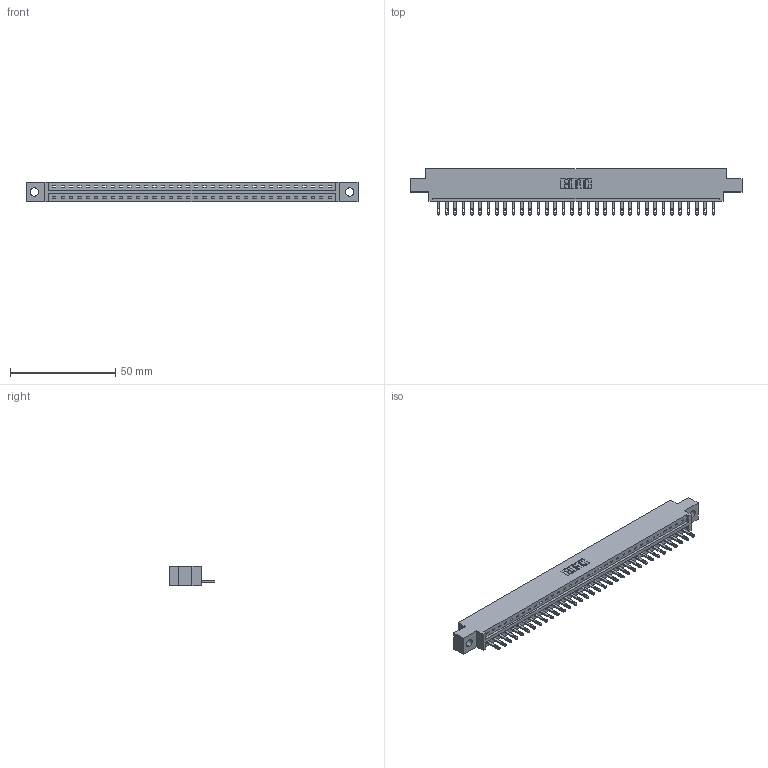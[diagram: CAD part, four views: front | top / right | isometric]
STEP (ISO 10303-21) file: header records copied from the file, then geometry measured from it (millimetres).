
FILE_DESCRIPTION (( 'STEP AP203' ), '1' );
FILE_NAME ('337-034-500-604.STEP', '2018-08-07T09:54:05', ( '' ), ( '' ), 'SwSTEP 2.0', 'SolidWorks 2016', '' );
FILE_SCHEMA (( 'CONFIG_CONTROL_DESIGN' ));
Length unit declared in the file: inch
Products named in the file (3): 337 Part_0.170 Offset - 0.156 Dia-TH; 345-292-001_345-293-100; 337-034-500-604
Assembly tree (35 placements, depth 2):
  337-034-500-604
    337 Part_0.170 Offset - 0.156 Dia-TH
    345-292-001_345-293-100  x34
Bounding box: 157.73 x 21.85 x 9.4 mm (x, y, z)
Volume: 16109.4 mm3; surface area: 16573.3 mm2
Topology: 35 solids, 35 shells, 2090 faces, 6443 edges, 4294 vertices
Faces by surface type: plane 1434, cylinder 656
Entity records: 26373 total; most frequent: CARTESIAN_POINT 4600, ORIENTED_EDGE 4570, DIRECTION 3889, EDGE_CURVE 2285, LINE 2153, VECTOR 2153, VERTEX_POINT 1522, AXIS2_PLACEMENT_3D 868
